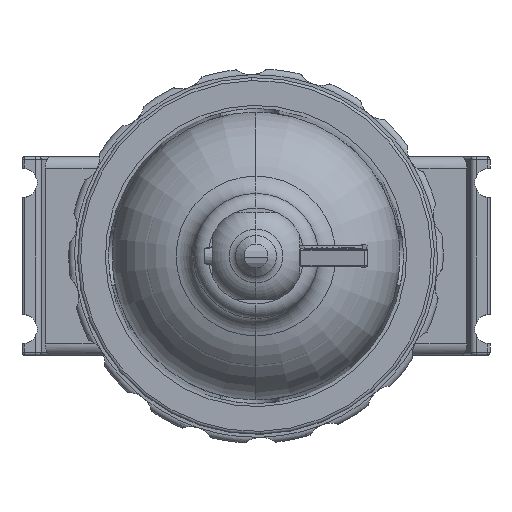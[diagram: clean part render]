
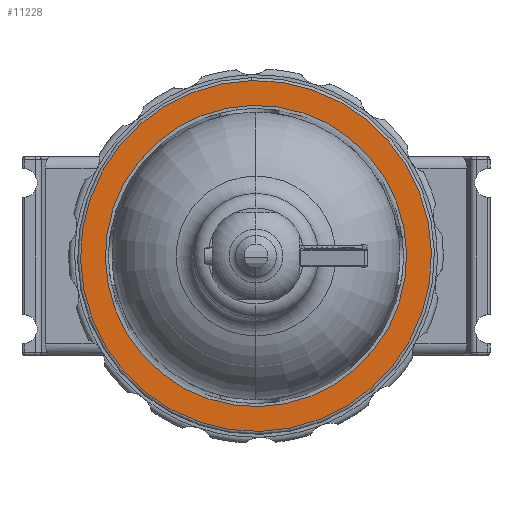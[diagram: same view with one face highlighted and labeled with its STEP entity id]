
A CAD part, front view. The second image highlights one B-rep face of the part: STEP entity #11228.
In plain terms, the highlighted planar face has unit normal (0, -1, 0).
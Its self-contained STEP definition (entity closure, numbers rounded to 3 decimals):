
#54 = CARTESIAN_POINT ( 'NONE',  ( 0., -2., -25.75 ) ) ;
#97 = ORIENTED_EDGE ( 'NONE', *, *, #24295, .F. ) ;
#414 = AXIS2_PLACEMENT_3D ( 'NONE', #16453, #4350, #18480 ) ;
#1770 = VERTEX_POINT ( 'NONE', #54 ) ;
#1806 = CARTESIAN_POINT ( 'NONE',  ( 0., -2., 0. ) ) ;
#2808 = EDGE_LOOP ( 'NONE', ( #97, #18862 ) ) ;
#3849 = DIRECTION ( 'NONE',  ( 0., 0., -1. ) ) ;
#4350 = DIRECTION ( 'NONE',  ( 0., -1., 0. ) ) ;
#4452 = CARTESIAN_POINT ( 'NONE',  ( 0., -2., 0. ) ) ;
#4530 = DIRECTION ( 'NONE',  ( 0., -1., 0. ) ) ;
#4647 = VERTEX_POINT ( 'NONE', #25460 ) ;
#6578 = FACE_OUTER_BOUND ( 'NONE', #22072, .T. ) ;
#6986 = VERTEX_POINT ( 'NONE', #14280 ) ;
#9362 = AXIS2_PLACEMENT_3D ( 'NONE', #4452, #4530, #18670 ) ;
#9808 = DIRECTION ( 'NONE',  ( 0., -1., 0. ) ) ;
#10216 = VERTEX_POINT ( 'NONE', #14417 ) ;
#10327 = DIRECTION ( 'NONE',  ( 0., -1., 0. ) ) ;
#11228 = ADVANCED_FACE ( 'NONE', ( #22070, #6578 ), #16623, .T. ) ;
#13064 = AXIS2_PLACEMENT_3D ( 'NONE', #1806, #15932, #3849 ) ;
#14280 = CARTESIAN_POINT ( 'NONE',  ( 0., -2., 25.75 ) ) ;
#14417 = CARTESIAN_POINT ( 'NONE',  ( 0., -2., -30. ) ) ;
#14853 = CIRCLE ( 'NONE', #15409, 30. ) ;
#15105 = EDGE_CURVE ( 'NONE', #6986, #1770, #17412, .T. ) ;
#15409 = AXIS2_PLACEMENT_3D ( 'NONE', #22479, #10327, #24528 ) ;
#15932 = DIRECTION ( 'NONE',  ( 0., -1., 0. ) ) ;
#16091 = AXIS2_PLACEMENT_3D ( 'NONE', #21928, #9808, #23996 ) ;
#16453 = CARTESIAN_POINT ( 'NONE',  ( 0., -2., 0. ) ) ;
#16623 = PLANE ( 'NONE',  #9362 ) ;
#17412 = CIRCLE ( 'NONE', #414, 25.75 ) ;
#18480 = DIRECTION ( 'NONE',  ( 0., 0., -1. ) ) ;
#18670 = DIRECTION ( 'NONE',  ( 0., 0., -1. ) ) ;
#18862 = ORIENTED_EDGE ( 'NONE', *, *, #15105, .F. ) ;
#19161 = ORIENTED_EDGE ( 'NONE', *, *, #20374, .T. ) ;
#19193 = CIRCLE ( 'NONE', #13064, 25.75 ) ;
#20106 = CIRCLE ( 'NONE', #16091, 30. ) ;
#20374 = EDGE_CURVE ( 'NONE', #4647, #10216, #20106, .T. ) ;
#20851 = ORIENTED_EDGE ( 'NONE', *, *, #21468, .T. ) ;
#21468 = EDGE_CURVE ( 'NONE', #10216, #4647, #14853, .T. ) ;
#21928 = CARTESIAN_POINT ( 'NONE',  ( 0., -2., 0. ) ) ;
#22070 = FACE_BOUND ( 'NONE', #2808, .T. ) ;
#22072 = EDGE_LOOP ( 'NONE', ( #20851, #19161 ) ) ;
#22479 = CARTESIAN_POINT ( 'NONE',  ( 0., -2., 0. ) ) ;
#23996 = DIRECTION ( 'NONE',  ( 0., 0., -1. ) ) ;
#24295 = EDGE_CURVE ( 'NONE', #1770, #6986, #19193, .T. ) ;
#24528 = DIRECTION ( 'NONE',  ( 0., 0., -1. ) ) ;
#25460 = CARTESIAN_POINT ( 'NONE',  ( 0., -2., 30. ) ) ;
